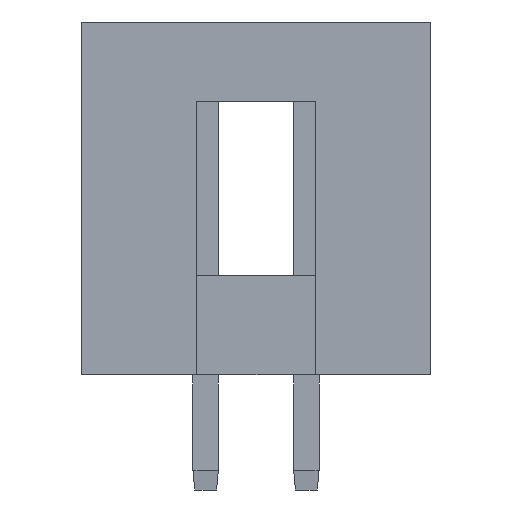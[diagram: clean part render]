
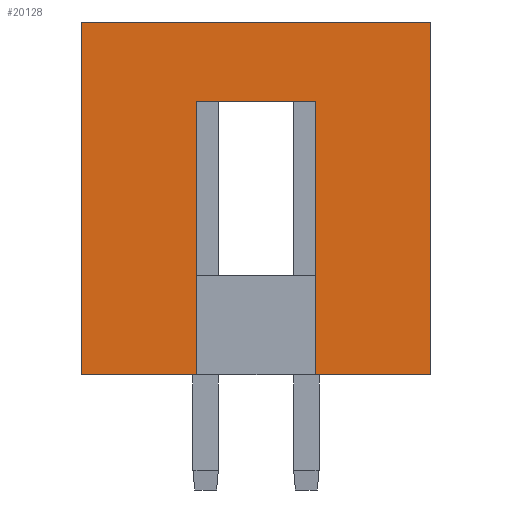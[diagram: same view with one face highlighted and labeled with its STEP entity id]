
A CAD part, left-side view. The second image highlights one B-rep face of the part: STEP entity #20128.
In plain terms, the highlighted planar face has unit normal (-1, 0, 0).
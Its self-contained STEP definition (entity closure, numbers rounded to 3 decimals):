
#8 = ORIENTED_EDGE ( 'NONE', *, *, #1055, .T. ) ;
#134 = VECTOR ( 'NONE', #21189, 1000. ) ;
#275 = CARTESIAN_POINT ( 'NONE',  ( -36.97, -1.23, 6.9 ) ) ;
#659 = DIRECTION ( 'NONE',  ( 0., 1., 0. ) ) ;
#707 = VECTOR ( 'NONE', #3751, 1000. ) ;
#1055 = EDGE_CURVE ( 'NONE', #9985, #12989, #12027, .T. ) ;
#1494 = VERTEX_POINT ( 'NONE', #16190 ) ;
#2780 = DIRECTION ( 'NONE',  ( 0., -1., 0. ) ) ;
#3002 = EDGE_CURVE ( 'NONE', #20175, #1494, #8520, .T. ) ;
#3073 = ORIENTED_EDGE ( 'NONE', *, *, #17409, .T. ) ;
#3413 = AXIS2_PLACEMENT_3D ( 'NONE', #17165, #6287, #19008 ) ;
#3751 = DIRECTION ( 'NONE',  ( 0., -1., 0. ) ) ;
#4015 = VERTEX_POINT ( 'NONE', #16501 ) ;
#4787 = EDGE_LOOP ( 'NONE', ( #9767, #5787, #16354, #16065, #21768, #3073, #8, #6110 ) ) ;
#5459 = DIRECTION ( 'NONE',  ( 0., 0., -1. ) ) ;
#5787 = ORIENTED_EDGE ( 'NONE', *, *, #23035, .T. ) ;
#6110 = ORIENTED_EDGE ( 'NONE', *, *, #20915, .F. ) ;
#6287 = DIRECTION ( 'NONE',  ( 1., 0., 0. ) ) ;
#6582 = EDGE_CURVE ( 'NONE', #10698, #1494, #10346, .T. ) ;
#7082 = CARTESIAN_POINT ( 'NONE',  ( -36.97, 4.67, 2.5 ) ) ;
#8031 = PLANE ( 'NONE',  #3413 ) ;
#8520 = LINE ( 'NONE', #16597, #12766 ) ;
#8558 = LINE ( 'NONE', #11506, #18197 ) ;
#9052 = CARTESIAN_POINT ( 'NONE',  ( -36.97, 4.67, 8.9 ) ) ;
#9456 = DIRECTION ( 'NONE',  ( 0., -1., 0. ) ) ;
#9548 = CARTESIAN_POINT ( 'NONE',  ( -36.97, 4.67, 0. ) ) ;
#9767 = ORIENTED_EDGE ( 'NONE', *, *, #19031, .F. ) ;
#9985 = VERTEX_POINT ( 'NONE', #9548 ) ;
#10000 = VERTEX_POINT ( 'NONE', #22248 ) ;
#10346 = LINE ( 'NONE', #22643, #19443 ) ;
#10452 = FACE_OUTER_BOUND ( 'NONE', #4787, .T. ) ;
#10698 = VERTEX_POINT ( 'NONE', #22396 ) ;
#10852 = CARTESIAN_POINT ( 'NONE',  ( -36.97, -1.23, 6.9 ) ) ;
#11460 = VECTOR ( 'NONE', #9456, 1000. ) ;
#11506 = CARTESIAN_POINT ( 'NONE',  ( -36.97, 1.77, 6.9 ) ) ;
#11716 = LINE ( 'NONE', #7082, #15965 ) ;
#12027 = LINE ( 'NONE', #13087, #11460 ) ;
#12579 = EDGE_CURVE ( 'NONE', #10000, #20175, #19450, .T. ) ;
#12766 = VECTOR ( 'NONE', #14780, 1000. ) ;
#12989 = VERTEX_POINT ( 'NONE', #16767 ) ;
#13087 = CARTESIAN_POINT ( 'NONE',  ( -36.97, 4.67, 0. ) ) ;
#14583 = LINE ( 'NONE', #19389, #134 ) ;
#14780 = DIRECTION ( 'NONE',  ( 0., 0., -1. ) ) ;
#15403 = CARTESIAN_POINT ( 'NONE',  ( -36.97, -4.13, 8.9 ) ) ;
#15965 = VECTOR ( 'NONE', #21632, 1000. ) ;
#16065 = ORIENTED_EDGE ( 'NONE', *, *, #3002, .F. ) ;
#16190 = CARTESIAN_POINT ( 'NONE',  ( -36.97, -4.13, 0. ) ) ;
#16354 = ORIENTED_EDGE ( 'NONE', *, *, #6582, .T. ) ;
#16501 = CARTESIAN_POINT ( 'NONE',  ( -36.97, 1.77, 6.9 ) ) ;
#16597 = CARTESIAN_POINT ( 'NONE',  ( -36.97, -4.13, 2.5 ) ) ;
#16767 = CARTESIAN_POINT ( 'NONE',  ( -36.97, 1.77, 0. ) ) ;
#17165 = CARTESIAN_POINT ( 'NONE',  ( -36.97, 4.67, 2.5 ) ) ;
#17409 = EDGE_CURVE ( 'NONE', #10000, #9985, #11716, .T. ) ;
#18197 = VECTOR ( 'NONE', #659, 1000. ) ;
#19008 = DIRECTION ( 'NONE',  ( 0., 0., -1. ) ) ;
#19031 = EDGE_CURVE ( 'NONE', #22367, #4015, #8558, .T. ) ;
#19389 = CARTESIAN_POINT ( 'NONE',  ( -36.97, 1.77, 6.9 ) ) ;
#19443 = VECTOR ( 'NONE', #2780, 1000. ) ;
#19450 = LINE ( 'NONE', #9052, #707 ) ;
#20128 = ADVANCED_FACE ( 'NONE', ( #10452 ), #8031, .F. ) ;
#20175 = VERTEX_POINT ( 'NONE', #15403 ) ;
#20673 = VECTOR ( 'NONE', #5459, 1000. ) ;
#20915 = EDGE_CURVE ( 'NONE', #4015, #12989, #14583, .T. ) ;
#21189 = DIRECTION ( 'NONE',  ( 0., 0., -1. ) ) ;
#21243 = LINE ( 'NONE', #10852, #20673 ) ;
#21632 = DIRECTION ( 'NONE',  ( 0., 0., -1. ) ) ;
#21768 = ORIENTED_EDGE ( 'NONE', *, *, #12579, .F. ) ;
#22248 = CARTESIAN_POINT ( 'NONE',  ( -36.97, 4.67, 8.9 ) ) ;
#22367 = VERTEX_POINT ( 'NONE', #275 ) ;
#22396 = CARTESIAN_POINT ( 'NONE',  ( -36.97, -1.23, 0. ) ) ;
#22643 = CARTESIAN_POINT ( 'NONE',  ( -36.97, 4.67, 0. ) ) ;
#23035 = EDGE_CURVE ( 'NONE', #22367, #10698, #21243, .T. ) ;
